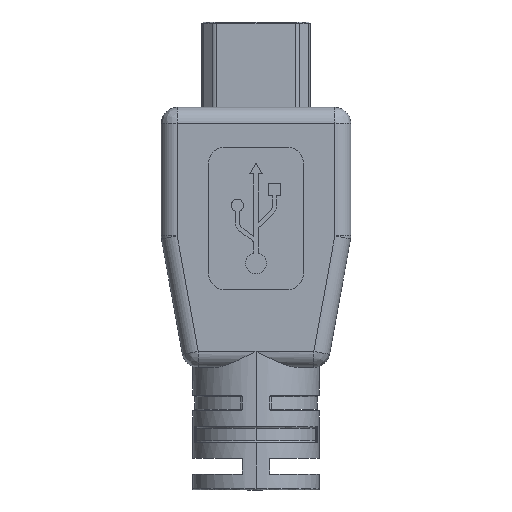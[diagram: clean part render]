
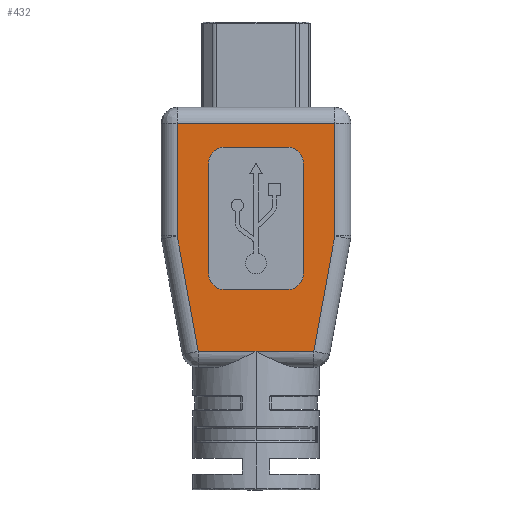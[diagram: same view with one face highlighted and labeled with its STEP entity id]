
A CAD part, left-side view. The second image highlights one B-rep face of the part: STEP entity #432.
In plain terms, the highlighted planar face has unit normal (-1, 0, 0).
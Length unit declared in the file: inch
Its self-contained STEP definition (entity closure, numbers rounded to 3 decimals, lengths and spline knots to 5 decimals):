
#16 = FACE_OUTER_BOUND ( 'NONE', #5629, .T. ) ;
#120 = CARTESIAN_POINT ( 'NONE',  ( 0., -0.19622, 0.28382 ) ) ;
#238 = CARTESIAN_POINT ( 'NONE',  ( 0., 0.1438, -0.28382 ) ) ;
#239 = CARTESIAN_POINT ( 'NONE',  ( 0., 0.19622, 0.00362 ) ) ;
#240 = CARTESIAN_POINT ( 'NONE',  ( 0., 0.19622, 0.28382 ) ) ;
#241 = CARTESIAN_POINT ( 'NONE',  ( 0., -0.19622, 0.00362 ) ) ;
#242 = CARTESIAN_POINT ( 'NONE',  ( 0., -0.1438, -0.28382 ) ) ;
#252 = CARTESIAN_POINT ( 'NONE',  ( 0., -0.07874, 0.22441 ) ) ;
#253 = CARTESIAN_POINT ( 'NONE',  ( 0., 0.07874, 0.22441 ) ) ;
#254 = CARTESIAN_POINT ( 'NONE',  ( 0., 0.11811, 0.18504 ) ) ;
#255 = CARTESIAN_POINT ( 'NONE',  ( 0., 0.11811, -0.09055 ) ) ;
#256 = CARTESIAN_POINT ( 'NONE',  ( 0., 0.07874, -0.12992 ) ) ;
#257 = CARTESIAN_POINT ( 'NONE',  ( 0., -0.07874, -0.12992 ) ) ;
#258 = CARTESIAN_POINT ( 'NONE',  ( 0., -0.11811, -0.09055 ) ) ;
#259 = CARTESIAN_POINT ( 'NONE',  ( 0., -0.11811, 0.18504 ) ) ;
#384 = VECTOR ( 'NONE', #9709, 39.37008 ) ;
#388 = VERTEX_POINT ( 'NONE', #10358 ) ;
#432 = ADVANCED_FACE ( 'NONE', ( #9016, #16 ), #6520, .F. ) ;
#5627 = EDGE_LOOP ( 'NONE', ( #7181, #7182, #7183, #7180, #7184, #7185, #7186, #7187 ) ) ;
#5629 = EDGE_LOOP ( 'NONE', ( #7189, #7190, #7191, #7188, #7192, #7193, #7194 ) ) ;
#6212 = VERTEX_POINT ( 'NONE', #120 ) ;
#6330 = VERTEX_POINT ( 'NONE', #238 ) ;
#6331 = VERTEX_POINT ( 'NONE', #239 ) ;
#6332 = VERTEX_POINT ( 'NONE', #240 ) ;
#6333 = VERTEX_POINT ( 'NONE', #241 ) ;
#6334 = VERTEX_POINT ( 'NONE', #242 ) ;
#6344 = VERTEX_POINT ( 'NONE', #252 ) ;
#6345 = VERTEX_POINT ( 'NONE', #253 ) ;
#6346 = VERTEX_POINT ( 'NONE', #254 ) ;
#6347 = VERTEX_POINT ( 'NONE', #255 ) ;
#6348 = VERTEX_POINT ( 'NONE', #256 ) ;
#6349 = VERTEX_POINT ( 'NONE', #257 ) ;
#6350 = VERTEX_POINT ( 'NONE', #258 ) ;
#6351 = VERTEX_POINT ( 'NONE', #259 ) ;
#6520 = PLANE ( 'NONE',  #7022 ) ;
#6521 = CARTESIAN_POINT ( 'NONE',  ( 0., 0., 0. ) ) ;
#6522 = DIRECTION ( 'NONE',  ( 1., 0., 0. ) ) ;
#6523 = DIRECTION ( 'NONE',  ( 0., 0., -1. ) ) ;
#7022 = AXIS2_PLACEMENT_3D ( 'NONE', #6521, #6522, #6523 ) ;
#7180 = ORIENTED_EDGE ( 'NONE', *, *, #7637, .F. ) ;
#7181 = ORIENTED_EDGE ( 'NONE', *, *, #7643, .F. ) ;
#7182 = ORIENTED_EDGE ( 'NONE', *, *, #7641, .F. ) ;
#7183 = ORIENTED_EDGE ( 'NONE', *, *, #7639, .F. ) ;
#7184 = ORIENTED_EDGE ( 'NONE', *, *, #7635, .F. ) ;
#7185 = ORIENTED_EDGE ( 'NONE', *, *, #7633, .F. ) ;
#7186 = ORIENTED_EDGE ( 'NONE', *, *, #7630, .F. ) ;
#7187 = ORIENTED_EDGE ( 'NONE', *, *, #7644, .F. ) ;
#7188 = ORIENTED_EDGE ( 'NONE', *, *, #7624, .F. ) ;
#7189 = ORIENTED_EDGE ( 'NONE', *, *, #7627, .F. ) ;
#7190 = ORIENTED_EDGE ( 'NONE', *, *, #7626, .F. ) ;
#7191 = ORIENTED_EDGE ( 'NONE', *, *, #7625, .F. ) ;
#7192 = ORIENTED_EDGE ( 'NONE', *, *, #7623, .F. ) ;
#7193 = ORIENTED_EDGE ( 'NONE', *, *, #7622, .F. ) ;
#7194 = ORIENTED_EDGE ( 'NONE', *, *, #7628, .F. ) ;
#7622 = EDGE_CURVE ( 'NONE', #388, #6330, #9707, .T. ) ;
#7623 = EDGE_CURVE ( 'NONE', #6330, #6331, #9710, .T. ) ;
#7624 = EDGE_CURVE ( 'NONE', #6331, #6332, #9713, .T. ) ;
#7625 = EDGE_CURVE ( 'NONE', #6332, #6212, #9716, .T. ) ;
#7626 = EDGE_CURVE ( 'NONE', #6212, #6333, #9719, .T. ) ;
#7627 = EDGE_CURVE ( 'NONE', #6333, #6334, #9722, .T. ) ;
#7628 = EDGE_CURVE ( 'NONE', #6334, #388, #9725, .T. ) ;
#7630 = EDGE_CURVE ( 'NONE', #6344, #6345, #9731, .T. ) ;
#7633 = EDGE_CURVE ( 'NONE', #6345, #6346, #8011, .T. ) ;
#7635 = EDGE_CURVE ( 'NONE', #6346, #6347, #9746, .T. ) ;
#7637 = EDGE_CURVE ( 'NONE', #6347, #6348, #8012, .T. ) ;
#7639 = EDGE_CURVE ( 'NONE', #6348, #6349, #9758, .T. ) ;
#7641 = EDGE_CURVE ( 'NONE', #6349, #6350, #8013, .T. ) ;
#7643 = EDGE_CURVE ( 'NONE', #6350, #6351, #9770, .T. ) ;
#7644 = EDGE_CURVE ( 'NONE', #6351, #6344, #8014, .T. ) ;
#8011 = CIRCLE ( 'NONE', #9798, 0.03937 ) ;
#8012 = CIRCLE ( 'NONE', #9803, 0.03937 ) ;
#8013 = CIRCLE ( 'NONE', #9808, 0.03937 ) ;
#8014 = CIRCLE ( 'NONE', #9810, 0.03937 ) ;
#9016 = FACE_BOUND ( 'NONE', #5627, .T. ) ;
#9703 = CARTESIAN_POINT ( 'NONE',  ( 0., 0.07874, 0.18504 ) ) ;
#9707 = LINE ( 'NONE', #9708, #384 ) ;
#9708 = CARTESIAN_POINT ( 'NONE',  ( 0., 0., -0.28382 ) ) ;
#9709 = DIRECTION ( 'NONE',  ( 0., 1., 0. ) ) ;
#9710 = LINE ( 'NONE', #9711, #9789 ) ;
#9711 = CARTESIAN_POINT ( 'NONE',  ( 0., 0.1438, -0.28382 ) ) ;
#9712 = DIRECTION ( 'NONE',  ( 0., 0.179, 0.984 ) ) ;
#9713 = LINE ( 'NONE', #9714, #9790 ) ;
#9714 = CARTESIAN_POINT ( 'NONE',  ( 0., 0.19622, 0. ) ) ;
#9715 = DIRECTION ( 'NONE',  ( 0., 0., 1. ) ) ;
#9716 = LINE ( 'NONE', #9717, #9791 ) ;
#9717 = CARTESIAN_POINT ( 'NONE',  ( 0., 0., 0.28382 ) ) ;
#9718 = DIRECTION ( 'NONE',  ( 0., -1., 0. ) ) ;
#9719 = LINE ( 'NONE', #9720, #9792 ) ;
#9720 = CARTESIAN_POINT ( 'NONE',  ( 0., -0.19622, 0. ) ) ;
#9721 = DIRECTION ( 'NONE',  ( 0., 0., -1. ) ) ;
#9722 = LINE ( 'NONE', #9723, #9793 ) ;
#9723 = CARTESIAN_POINT ( 'NONE',  ( 0., -0.19622, 0.00362 ) ) ;
#9724 = DIRECTION ( 'NONE',  ( 0., 0.179, -0.984 ) ) ;
#9725 = LINE ( 'NONE', #9726, #9794 ) ;
#9726 = CARTESIAN_POINT ( 'NONE',  ( 0., 0., -0.28382 ) ) ;
#9727 = DIRECTION ( 'NONE',  ( 0., 1., 0. ) ) ;
#9731 = LINE ( 'NONE', #9732, #9796 ) ;
#9732 = CARTESIAN_POINT ( 'NONE',  ( 0., 0., 0.22441 ) ) ;
#9733 = DIRECTION ( 'NONE',  ( 0., 1., 0. ) ) ;
#9740 = DIRECTION ( 'NONE',  ( -1., 0., 0. ) ) ;
#9741 = DIRECTION ( 'NONE',  ( 0., 0., -1. ) ) ;
#9742 = CARTESIAN_POINT ( 'NONE',  ( 0., 0.07874, -0.09055 ) ) ;
#9746 = LINE ( 'NONE', #9747, #9802 ) ;
#9747 = CARTESIAN_POINT ( 'NONE',  ( 0., 0.11811, 0. ) ) ;
#9748 = DIRECTION ( 'NONE',  ( 0., 0., -1. ) ) ;
#9752 = DIRECTION ( 'NONE',  ( -1., 0., 0. ) ) ;
#9753 = DIRECTION ( 'NONE',  ( 0., 0., -1. ) ) ;
#9754 = CARTESIAN_POINT ( 'NONE',  ( 0., -0.07874, -0.09055 ) ) ;
#9758 = LINE ( 'NONE', #9759, #9807 ) ;
#9759 = CARTESIAN_POINT ( 'NONE',  ( 0., 0., -0.12992 ) ) ;
#9760 = DIRECTION ( 'NONE',  ( 0., -1., 0. ) ) ;
#9764 = DIRECTION ( 'NONE',  ( -1., 0., 0. ) ) ;
#9765 = DIRECTION ( 'NONE',  ( 0., 0., 1. ) ) ;
#9766 = CARTESIAN_POINT ( 'NONE',  ( 0., -0.07874, 0.18504 ) ) ;
#9770 = LINE ( 'NONE', #9771, #9813 ) ;
#9771 = CARTESIAN_POINT ( 'NONE',  ( 0., -0.11811, 0. ) ) ;
#9772 = DIRECTION ( 'NONE',  ( 0., 0., 1. ) ) ;
#9773 = DIRECTION ( 'NONE',  ( -1., 0., 0. ) ) ;
#9774 = DIRECTION ( 'NONE',  ( 0., 0., 1. ) ) ;
#9789 = VECTOR ( 'NONE', #9712, 39.37008 ) ;
#9790 = VECTOR ( 'NONE', #9715, 39.37008 ) ;
#9791 = VECTOR ( 'NONE', #9718, 39.37008 ) ;
#9792 = VECTOR ( 'NONE', #9721, 39.37008 ) ;
#9793 = VECTOR ( 'NONE', #9724, 39.37008 ) ;
#9794 = VECTOR ( 'NONE', #9727, 39.37008 ) ;
#9796 = VECTOR ( 'NONE', #9733, 39.37008 ) ;
#9798 = AXIS2_PLACEMENT_3D ( 'NONE', #9703, #9740, #9741 ) ;
#9802 = VECTOR ( 'NONE', #9748, 39.37008 ) ;
#9803 = AXIS2_PLACEMENT_3D ( 'NONE', #9742, #9752, #9753 ) ;
#9807 = VECTOR ( 'NONE', #9760, 39.37008 ) ;
#9808 = AXIS2_PLACEMENT_3D ( 'NONE', #9754, #9764, #9765 ) ;
#9810 = AXIS2_PLACEMENT_3D ( 'NONE', #9766, #9773, #9774 ) ;
#9813 = VECTOR ( 'NONE', #9772, 39.37008 ) ;
#10358 = CARTESIAN_POINT ( 'NONE',  ( 0., 0., -0.28382 ) ) ;
